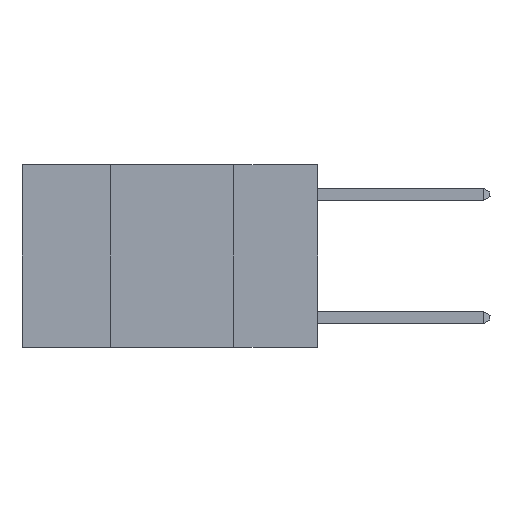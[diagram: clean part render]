
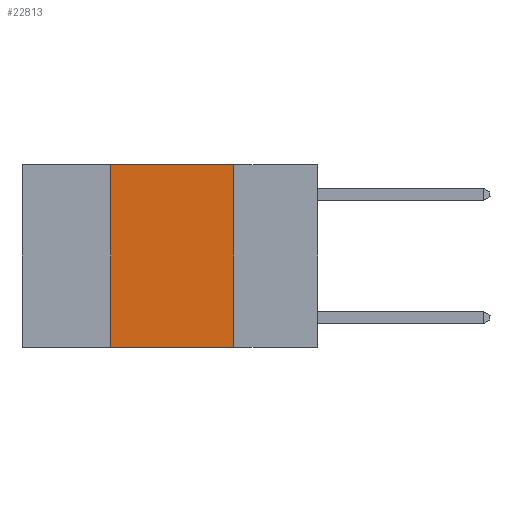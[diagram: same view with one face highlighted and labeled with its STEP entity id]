
A CAD part, left-side view. The second image highlights one B-rep face of the part: STEP entity #22813.
In plain terms, the highlighted planar face has unit normal (-1, 0, 0).
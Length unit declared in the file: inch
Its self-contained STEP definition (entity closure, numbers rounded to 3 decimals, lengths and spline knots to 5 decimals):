
#156 = CARTESIAN_POINT ( 'NONE',  ( 0., 0.17, 0. ) ) ;
#577 = LINE ( 'NONE', #12109, #2460 ) ;
#1500 = ORIENTED_EDGE ( 'NONE', *, *, #14454, .F. ) ;
#2460 = VECTOR ( 'NONE', #10319, 39.37008 ) ;
#4013 = VECTOR ( 'NONE', #9962, 39.37008 ) ;
#4736 = VERTEX_POINT ( 'NONE', #19620 ) ;
#5172 = EDGE_CURVE ( 'NONE', #8636, #15139, #10267, .T. ) ;
#5270 = PLANE ( 'NONE',  #18098 ) ;
#6855 = ORIENTED_EDGE ( 'NONE', *, *, #15778, .F. ) ;
#7454 = CARTESIAN_POINT ( 'NONE',  ( 0., 0.6, 0. ) ) ;
#8636 = VERTEX_POINT ( 'NONE', #16019 ) ;
#9010 = VECTOR ( 'NONE', #23734, 39.37008 ) ;
#9809 = VERTEX_POINT ( 'NONE', #19048 ) ;
#9962 = DIRECTION ( 'NONE',  ( 0., 0., 1. ) ) ;
#10267 = LINE ( 'NONE', #16145, #16568 ) ;
#10319 = DIRECTION ( 'NONE',  ( 0., -1., 0. ) ) ;
#11011 = DIRECTION ( 'NONE',  ( 1., 0., 0. ) ) ;
#11847 = CARTESIAN_POINT ( 'NONE',  ( 0., 0.42, 0. ) ) ;
#12109 = CARTESIAN_POINT ( 'NONE',  ( 0., 0.6, 0. ) ) ;
#13060 = DIRECTION ( 'NONE',  ( 0., 0., -1. ) ) ;
#13780 = LINE ( 'NONE', #11847, #4013 ) ;
#14215 = DIRECTION ( 'NONE',  ( 0., -1., 0. ) ) ;
#14454 = EDGE_CURVE ( 'NONE', #4736, #9809, #577, .T. ) ;
#15139 = VERTEX_POINT ( 'NONE', #16413 ) ;
#15485 = EDGE_CURVE ( 'NONE', #9809, #15139, #16027, .T. ) ;
#15778 = EDGE_CURVE ( 'NONE', #8636, #4736, #13780, .T. ) ;
#16019 = CARTESIAN_POINT ( 'NONE',  ( 0., 0.42, -0.37 ) ) ;
#16027 = LINE ( 'NONE', #156, #9010 ) ;
#16145 = CARTESIAN_POINT ( 'NONE',  ( 0., 0.6, -0.37 ) ) ;
#16413 = CARTESIAN_POINT ( 'NONE',  ( 0., 0.17, -0.37 ) ) ;
#16568 = VECTOR ( 'NONE', #14215, 39.37008 ) ;
#18098 = AXIS2_PLACEMENT_3D ( 'NONE', #7454, #11011, #13060 ) ;
#19048 = CARTESIAN_POINT ( 'NONE',  ( 0., 0.17, 0. ) ) ;
#19620 = CARTESIAN_POINT ( 'NONE',  ( 0., 0.42, 0. ) ) ;
#22813 = ADVANCED_FACE ( 'NONE', ( #24996 ), #5270, .F. ) ;
#23130 = EDGE_LOOP ( 'NONE', ( #23511, #1500, #6855, #24325 ) ) ;
#23511 = ORIENTED_EDGE ( 'NONE', *, *, #15485, .F. ) ;
#23734 = DIRECTION ( 'NONE',  ( 0., 0., -1. ) ) ;
#24325 = ORIENTED_EDGE ( 'NONE', *, *, #5172, .T. ) ;
#24996 = FACE_OUTER_BOUND ( 'NONE', #23130, .T. ) ;
